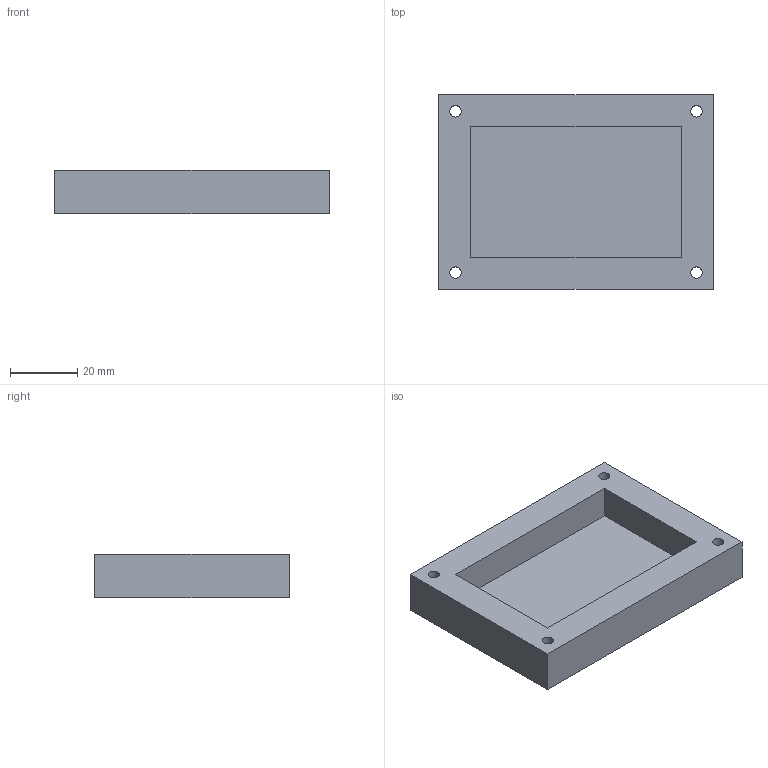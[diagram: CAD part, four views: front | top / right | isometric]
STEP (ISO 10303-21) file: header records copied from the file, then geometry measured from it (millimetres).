
FILE_DESCRIPTION(/* description */ (''),/* implementation_level */ '2;1');
FILE_NAME(/* name */ 'music pad container.step',/* time_stamp */ '2025-07-11T16:14:06-07:00',/* author */ (''),/* organization */ (''),/* preprocessor_version */ 'ST-DEVELOPER v20.1',/* originating_system */ 'Autodesk Translation Framework v14.10.0.0',/* authorisation */ '');
FILE_SCHEMA (('AUTOMOTIVE_DESIGN { 1 0 10303 214 3 1 1 }'));
Length unit declared in the file: millimetre
Products named in the file (2): 2025-07-11-14-02-45-112; 2025-07-11-14-03-47-974
Assembly tree (1 placements, depth 2):
  2025-07-11-14-02-45-112
    2025-07-11-14-03-47-974
Bounding box: 81.91 x 58.1 x 13 mm (x, y, z)
Volume: 36560 mm3; surface area: 15783 mm2
Topology: 1 solids, 1 shells, 23 faces, 48 edges, 32 vertices
Faces by surface type: plane 15, cylinder 8
Full cylindrical faces by diameter (mm): 3.4 x4, 6 x4
Entity records: 687 total; most frequent: DIRECTION 116, CARTESIAN_POINT 106, ORIENTED_EDGE 96, EDGE_CURVE 48, AXIS2_PLACEMENT_3D 42, EDGE_LOOP 36, LINE 32, VECTOR 32
